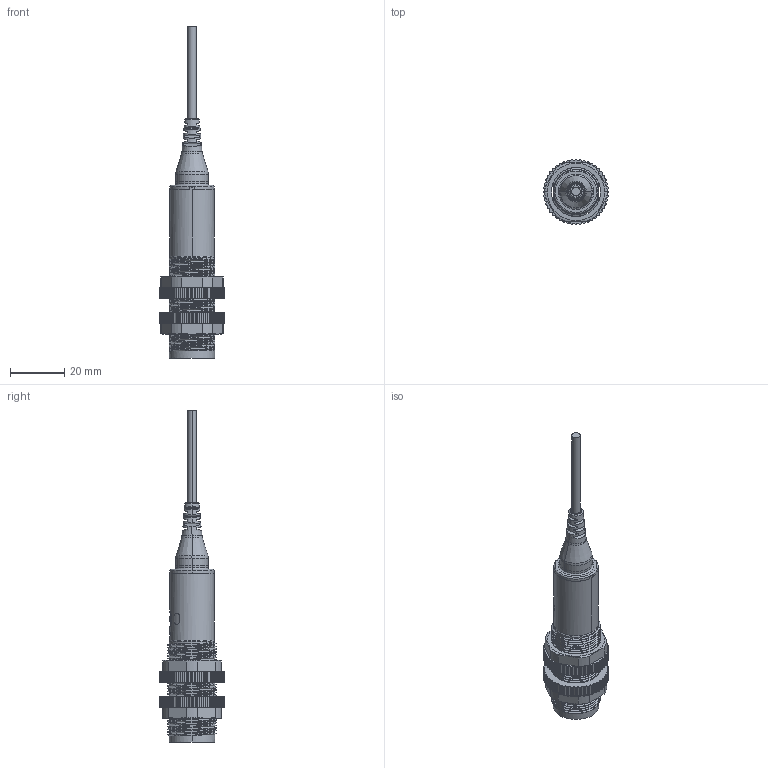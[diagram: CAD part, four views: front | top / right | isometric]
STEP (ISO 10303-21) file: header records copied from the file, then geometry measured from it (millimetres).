
FILE_DESCRIPTION((''),'2;1');
FILE_NAME('165911_ASM','2013-06-03T',('pdmadmin'),(''),'PRO/ENGINEER BY PARAMETRIC TECHNOLOGY CORPORATION, 2012300','PRO/ENGINEER BY PARAMETRIC TECHNOLOGY CORPORATION, 2012300','');
FILE_SCHEMA(('CONFIG_CONTROL_DESIGN'));
Products named in the file (15): MP_S18-2_BARREL_REV2_PD_1P; 165564; 165563_ASM; 118171_ASSY-166748_AF0; 166745; 166744; 167279; 166745_ASM; 166746_AF0_ASM; 164109; 164111; 127799; 164112_ASM; 13150; 165911_ASM
Assembly tree (18 placements, depth 4):
  165911_ASM
    165563_ASM
      MP_S18-2_BARREL_REV2_PD_1P
      165564
    166746_AF0_ASM
      118171_ASSY-166748_AF0
      166745_ASM
        166745
        166744
        167279  x4
    164109
    164112_ASM
      164111
      127799
    13150  x2
Bounding box: 24.13 x 24.13 x 122.09 mm (x, y, z)
Volume: 11287.1 mm3; surface area: 17881.7 mm2
Topology: 14 solids, 14 shells, 1459 faces, 3719 edges, 2330 vertices
Faces by surface type: plane 543, cylinder 535, bspline 248, cone 93, torus 28, extrusion 8, sphere 4
Entity records: 102427 total; most frequent: CARTESIAN_POINT 76009, ORIENTED_EDGE 5850, DIRECTION 4751, EDGE_CURVE 2925, VERTEX_POINT 1821, AXIS2_PLACEMENT_3D 1732, VECTOR 1287, LINE 1279
